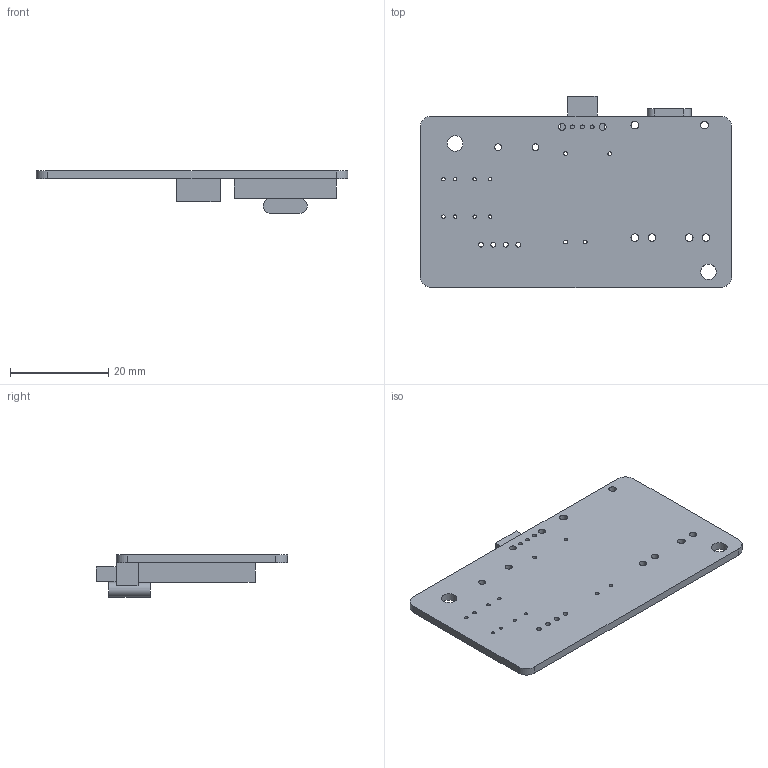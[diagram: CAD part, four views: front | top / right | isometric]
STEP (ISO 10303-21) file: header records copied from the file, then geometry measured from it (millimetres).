
FILE_DESCRIPTION(/* description */ (''),/* implementation_level */ '2;1');
FILE_NAME(/* name */ 'PowerDeliveryBoard v2.step',/* time_stamp */ '2024-07-18T18:30:23+02:00',/* author */ (''),/* organization */ (''),/* preprocessor_version */ 'ST-DEVELOPER v20',/* originating_system */ 'Autodesk Translation Framework v13.14.0.145',/* authorisation */ '');
FILE_SCHEMA (('AUTOMOTIVE_DESIGN { 1 0 10303 214 3 1 1 }'));
Length unit declared in the file: millimetre
Products named in the file (2): PowerDeliveryBoard; PowerDeliveryBoard_PCB
Assembly tree (1 placements, depth 2):
  PowerDeliveryBoard
    PowerDeliveryBoard_PCB
Bounding box: 63.5 x 38.92 x 8.6 mm (x, y, z)
Volume: 6252.3 mm3; surface area: 5693.3 mm2
Topology: 1 solids, 1 shells, 65 faces, 176 edges, 115 vertices
Faces by surface type: cylinder 37, plane 28
Full cylindrical faces by diameter (mm): 0.7 x8, 0.762 x4, 0.8 x3, 1 x4, 1.4 x4, 1.54 x6, 3.175 x2
Entity records: 2244 total; most frequent: DIRECTION 390, CARTESIAN_POINT 359, ORIENTED_EDGE 352, EDGE_CURVE 176, AXIS2_PLACEMENT_3D 146, EDGE_LOOP 123, VERTEX_POINT 115, LINE 98
